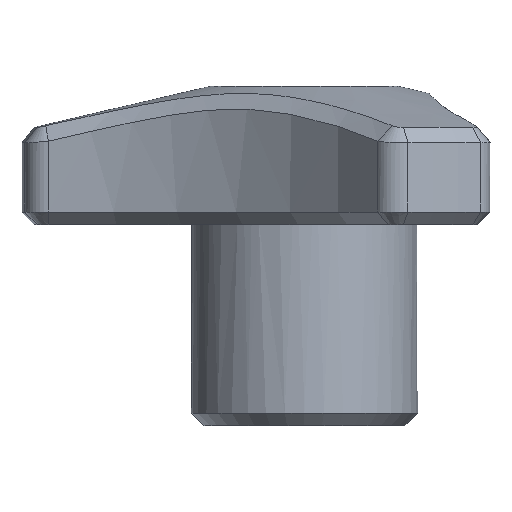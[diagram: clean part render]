
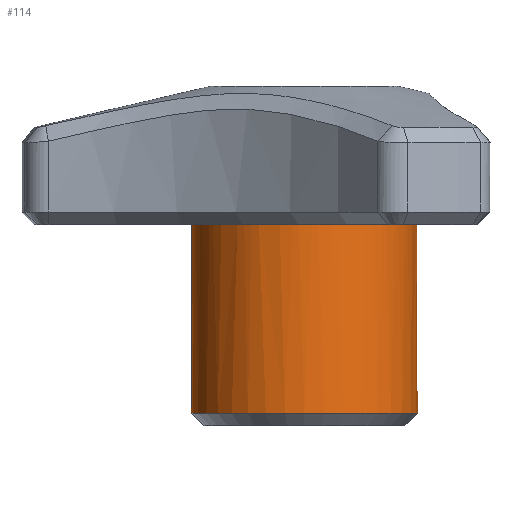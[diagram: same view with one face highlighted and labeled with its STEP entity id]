
A CAD part, left-side view. The second image highlights one B-rep face of the part: STEP entity #114.
In plain terms, the highlighted cylindrical face has radius 9 mm (diameter 18 mm), a full revolution.
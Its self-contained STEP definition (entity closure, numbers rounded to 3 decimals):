
#114 = ADVANCED_FACE( '', ( #266, #267 ), #268, .T. );
#266 = FACE_OUTER_BOUND( '', #487, .T. );
#267 = FACE_OUTER_BOUND( '', #488, .T. );
#268 = CYLINDRICAL_SURFACE( '', #489, 9. );
#487 = EDGE_LOOP( '', ( #851 ) );
#488 = EDGE_LOOP( '', ( #852, #853, #854, #855, #856, #857, #858, #859, #860, #861, #862, #863 ) );
#489 = AXIS2_PLACEMENT_3D( '', #864, #865, #866 );
#851 = ORIENTED_EDGE( '', *, *, #1250, .T. );
#852 = ORIENTED_EDGE( '', *, *, #1210, .F. );
#853 = ORIENTED_EDGE( '', *, *, #1251, .F. );
#854 = ORIENTED_EDGE( '', *, *, #1252, .T. );
#855 = ORIENTED_EDGE( '', *, *, #1234, .T. );
#856 = ORIENTED_EDGE( '', *, *, #1206, .F. );
#857 = ORIENTED_EDGE( '', *, *, #1181, .F. );
#858 = ORIENTED_EDGE( '', *, *, #1218, .T. );
#859 = ORIENTED_EDGE( '', *, *, #1174, .T. );
#860 = ORIENTED_EDGE( '', *, *, #1205, .F. );
#861 = ORIENTED_EDGE( '', *, *, #1253, .F. );
#862 = ORIENTED_EDGE( '', *, *, #1254, .T. );
#863 = ORIENTED_EDGE( '', *, *, #1255, .T. );
#864 = CARTESIAN_POINT( '', ( 0., 0., 57.15 ) );
#865 = DIRECTION( '', ( 0., 0., -1. ) );
#866 = DIRECTION( '', ( 1., 0., 0. ) );
#1174 = EDGE_CURVE( '', #1370, #1367, #1371, .T. );
#1181 = EDGE_CURVE( '', #1381, #1377, #1383, .T. );
#1205 = EDGE_CURVE( '', #1419, #1367, #1421, .T. );
#1206 = EDGE_CURVE( '', #1377, #1422, #1423, .T. );
#1210 = EDGE_CURVE( '', #1428, #1430, #1431, .T. );
#1218 = EDGE_CURVE( '', #1381, #1370, #1442, .T. );
#1234 = EDGE_CURVE( '', #1471, #1422, #1472, .T. );
#1250 = EDGE_CURVE( '', #1493, #1493, #1494, .T. );
#1251 = EDGE_CURVE( '', #1495, #1428, #1496, .T. );
#1252 = EDGE_CURVE( '', #1495, #1471, #1497, .T. );
#1253 = EDGE_CURVE( '', #1498, #1419, #1499, .T. );
#1254 = EDGE_CURVE( '', #1498, #1500, #1501, .T. );
#1255 = EDGE_CURVE( '', #1500, #1430, #1502, .T. );
#1367 = VERTEX_POINT( '', #1637 );
#1370 = VERTEX_POINT( '', #1640 );
#1371 = LINE( '', #1641, #1642 );
#1377 = VERTEX_POINT( '', #1649 );
#1381 = VERTEX_POINT( '', #1654 );
#1383 = LINE( '', #1656, #1657 );
#1419 = VERTEX_POINT( '', #1729 );
#1421 = CIRCLE( '', #1731, 9. );
#1422 = VERTEX_POINT( '', #1732 );
#1423 = CIRCLE( '', #1733, 9. );
#1428 = VERTEX_POINT( '', #1738 );
#1430 = VERTEX_POINT( '', #1740 );
#1431 = CIRCLE( '', #1741, 9. );
#1442 = CIRCLE( '', #1771, 9. );
#1471 = VERTEX_POINT( '', #1958 );
#1472 = LINE( '', #1959, #1960 );
#1493 = VERTEX_POINT( '', #2005 );
#1494 = CIRCLE( '', #2006, 9. );
#1495 = VERTEX_POINT( '', #2007 );
#1496 = LINE( '', #2008, #2009 );
#1497 = CIRCLE( '', #2010, 9. );
#1498 = VERTEX_POINT( '', #2011 );
#1499 = LINE( '', #2012, #2013 );
#1500 = VERTEX_POINT( '', #2014 );
#1501 = CIRCLE( '', #2015, 9. );
#1502 = LINE( '', #2016, #2017 );
#1637 = CARTESIAN_POINT( '', ( 0.998, -8.944, 16. ) );
#1640 = CARTESIAN_POINT( '', ( 0.998, -8.944, 23. ) );
#1641 = CARTESIAN_POINT( '', ( 0.998, -8.944, 23. ) );
#1642 = VECTOR( '', #2329, 1000. );
#1649 = CARTESIAN_POINT( '', ( 8.245, 3.608, 16. ) );
#1654 = CARTESIAN_POINT( '', ( 8.245, 3.608, 23. ) );
#1656 = CARTESIAN_POINT( '', ( 8.245, 3.608, 23. ) );
#1657 = VECTOR( '', #2341, 1000. );
#1729 = CARTESIAN_POINT( '', ( -0.998, -8.944, 16. ) );
#1731 = AXIS2_PLACEMENT_3D( '', #2388, #2389, #2390 );
#1732 = CARTESIAN_POINT( '', ( 7.247, 5.337, 16. ) );
#1733 = AXIS2_PLACEMENT_3D( '', #2391, #2392, #2393 );
#1738 = CARTESIAN_POINT( '', ( -7.247, 5.337, 16. ) );
#1740 = CARTESIAN_POINT( '', ( -8.245, 3.608, 16. ) );
#1741 = AXIS2_PLACEMENT_3D( '', #2403, #2404, #2405 );
#1771 = AXIS2_PLACEMENT_3D( '', #2416, #2417, #2418 );
#1958 = CARTESIAN_POINT( '', ( 7.247, 5.337, 23. ) );
#1959 = CARTESIAN_POINT( '', ( 7.247, 5.337, 23. ) );
#1960 = VECTOR( '', #2431, 1000. );
#2005 = CARTESIAN_POINT( '', ( 9., 0., 1. ) );
#2006 = AXIS2_PLACEMENT_3D( '', #2443, #2444, #2445 );
#2007 = CARTESIAN_POINT( '', ( -7.247, 5.337, 23. ) );
#2008 = CARTESIAN_POINT( '', ( -7.247, 5.337, 23. ) );
#2009 = VECTOR( '', #2446, 1000. );
#2010 = AXIS2_PLACEMENT_3D( '', #2447, #2448, #2449 );
#2011 = CARTESIAN_POINT( '', ( -0.998, -8.944, 23. ) );
#2012 = CARTESIAN_POINT( '', ( -0.998, -8.944, 23. ) );
#2013 = VECTOR( '', #2450, 1000. );
#2014 = CARTESIAN_POINT( '', ( -8.245, 3.608, 23. ) );
#2015 = AXIS2_PLACEMENT_3D( '', #2451, #2452, #2453 );
#2016 = CARTESIAN_POINT( '', ( -8.245, 3.608, 23. ) );
#2017 = VECTOR( '', #2454, 1000. );
#2329 = DIRECTION( '', ( 0., 0., -1. ) );
#2341 = DIRECTION( '', ( 0., 0., -1. ) );
#2388 = CARTESIAN_POINT( '', ( 0., 0., 16. ) );
#2389 = DIRECTION( '', ( 0., 0., 1. ) );
#2390 = DIRECTION( '', ( 1., 0., 0. ) );
#2391 = CARTESIAN_POINT( '', ( 0., 0., 16. ) );
#2392 = DIRECTION( '', ( 0., 0., 1. ) );
#2393 = DIRECTION( '', ( 1., 0., 0. ) );
#2403 = CARTESIAN_POINT( '', ( 0., 0., 16. ) );
#2404 = DIRECTION( '', ( 0., 0., 1. ) );
#2405 = DIRECTION( '', ( 1., 0., 0. ) );
#2416 = CARTESIAN_POINT( '', ( 0., 0., 23. ) );
#2417 = DIRECTION( '', ( 0., 0., -1. ) );
#2418 = DIRECTION( '', ( 0., 1., 0. ) );
#2431 = DIRECTION( '', ( 0., 0., -1. ) );
#2443 = CARTESIAN_POINT( '', ( 0., 0., 1. ) );
#2444 = DIRECTION( '', ( 0., 0., 1. ) );
#2445 = DIRECTION( '', ( 1., 0., 0. ) );
#2446 = DIRECTION( '', ( 0., 0., -1. ) );
#2447 = CARTESIAN_POINT( '', ( 0., 0., 23. ) );
#2448 = DIRECTION( '', ( 0., 0., -1. ) );
#2449 = DIRECTION( '', ( 0., -1., 0. ) );
#2450 = DIRECTION( '', ( 0., 0., -1. ) );
#2451 = CARTESIAN_POINT( '', ( 0., 0., 23. ) );
#2452 = DIRECTION( '', ( 0., 0., -1. ) );
#2453 = DIRECTION( '', ( 0., 1., 0. ) );
#2454 = DIRECTION( '', ( 0., 0., -1. ) );
